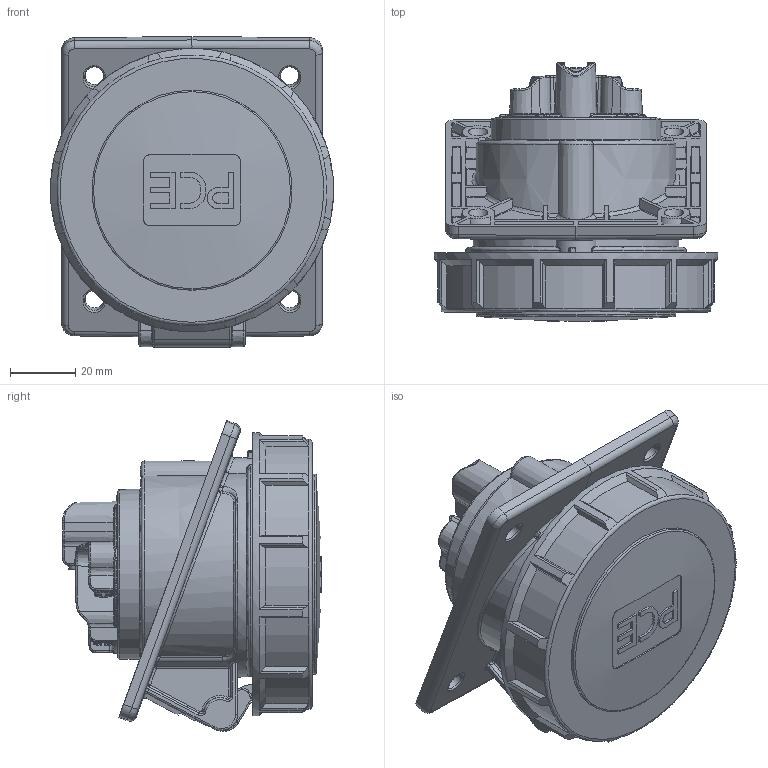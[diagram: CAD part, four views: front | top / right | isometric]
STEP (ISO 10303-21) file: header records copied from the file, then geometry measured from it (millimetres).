
FILE_DESCRIPTION (( 'STEP AP203' ), '1' );
FILE_NAME ('4152-6f78.STEP', '2017-12-07T09:06:06', ( '' ), ( '' ), 'SwSTEP 2.0', 'SolidWorks 2016', '' );
FILE_SCHEMA (( 'CONFIG_CONTROL_DESIGN' ));
Length unit declared in the file: millimetre
Products named in the file (1): 4152-6f78
Bounding box: 87 x 79.45 x 95.43 mm (x, y, z)
Volume: 253716.8 mm3; surface area: 46696.6 mm2
Topology: 1 solids, 1 shells, 2068 faces, 5221 edges, 3219 vertices
Faces by surface type: bspline 789, plane 754, cylinder 405, cone 120
Full cylindrical faces by diameter (mm): 3.4 x6, 4 x4, 4.7 x1, 7 x4, 9 x1, 59.8 x1, 61.4 x1, 87 x1
Entity records: 96099 total; most frequent: CARTESIAN_POINT 54110, ORIENTED_EDGE 10176, DIRECTION 6263, EDGE_CURVE 5088, VERTEX_POINT 3184, EDGE_LOOP 2240, AXIS2_PLACEMENT_3D 2138, B_SPLINE_CURVE_WITH_KNOTS 2130
